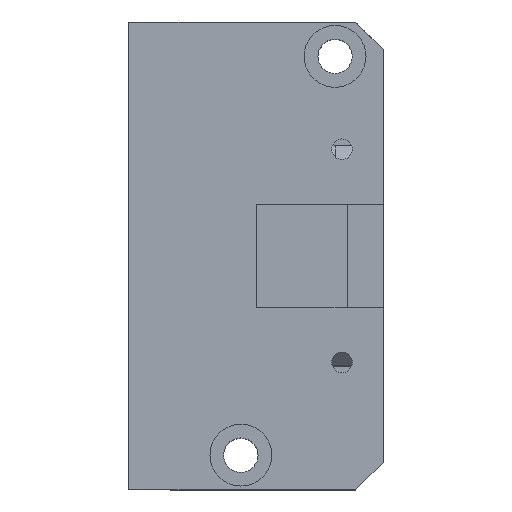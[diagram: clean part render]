
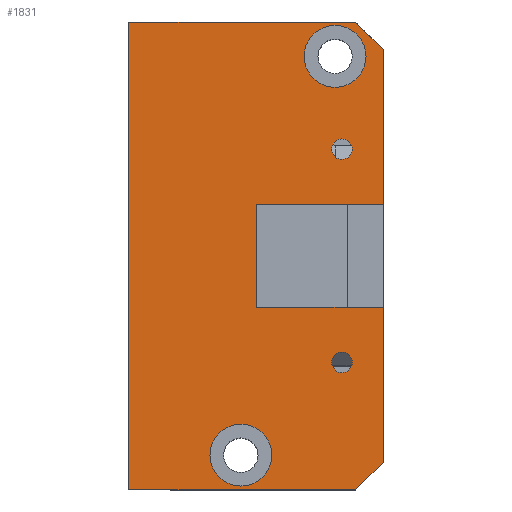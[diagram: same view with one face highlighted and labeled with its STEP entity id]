
A CAD part, top view. The second image highlights one B-rep face of the part: STEP entity #1831.
In plain terms, the highlighted planar face has unit normal (0, 0, 1).
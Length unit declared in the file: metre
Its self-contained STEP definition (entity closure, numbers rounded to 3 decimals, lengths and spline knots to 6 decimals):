
#59=LINE('',#2630,#275);
#67=LINE('',#2646,#283);
#82=LINE('',#2681,#298);
#104=LINE('',#2738,#320);
#116=LINE('',#2778,#332);
#117=LINE('',#2779,#333);
#118=LINE('',#2780,#334);
#119=LINE('',#2781,#335);
#120=LINE('',#2783,#336);
#121=LINE('',#2785,#337);
#275=VECTOR('',#2118,1.);
#283=VECTOR('',#2126,1.);
#298=VECTOR('',#2149,1.);
#320=VECTOR('',#2187,1.);
#332=VECTOR('',#2215,1.);
#333=VECTOR('',#2216,1.);
#334=VECTOR('',#2217,1.);
#335=VECTOR('',#2218,1.);
#336=VECTOR('',#2219,1.);
#337=VECTOR('',#2220,1.);
#472=PLANE('',#1956);
#658=ORIENTED_EDGE('',*,*,#1155,.F.);
#659=ORIENTED_EDGE('',*,*,#1156,.F.);
#660=ORIENTED_EDGE('',*,*,#1157,.F.);
#661=ORIENTED_EDGE('',*,*,#1158,.F.);
#662=ORIENTED_EDGE('',*,*,#1090,.T.);
#663=ORIENTED_EDGE('',*,*,#1159,.T.);
#664=ORIENTED_EDGE('',*,*,#1142,.T.);
#665=ORIENTED_EDGE('',*,*,#1160,.T.);
#666=ORIENTED_EDGE('',*,*,#1115,.T.);
#667=ORIENTED_EDGE('',*,*,#1161,.T.);
#668=ORIENTED_EDGE('',*,*,#1098,.T.);
#669=ORIENTED_EDGE('',*,*,#1162,.T.);
#670=ORIENTED_EDGE('',*,*,#1163,.T.);
#671=ORIENTED_EDGE('',*,*,#1164,.F.);
#1090=EDGE_CURVE('',#1347,#1346,#59,.T.);
#1098=EDGE_CURVE('',#1355,#1354,#67,.T.);
#1115=EDGE_CURVE('',#1371,#1370,#82,.T.);
#1142=EDGE_CURVE('',#1391,#1390,#104,.T.);
#1155=EDGE_CURVE('',#1400,#1400,#1502,.T.);
#1156=EDGE_CURVE('',#1401,#1401,#1503,.T.);
#1157=EDGE_CURVE('',#1402,#1402,#1504,.T.);
#1158=EDGE_CURVE('',#1403,#1403,#1505,.T.);
#1159=EDGE_CURVE('',#1346,#1391,#116,.F.);
#1160=EDGE_CURVE('',#1390,#1371,#117,.T.);
#1161=EDGE_CURVE('',#1370,#1355,#118,.F.);
#1162=EDGE_CURVE('',#1354,#1404,#119,.T.);
#1163=EDGE_CURVE('',#1404,#1405,#120,.T.);
#1164=EDGE_CURVE('',#1347,#1405,#121,.T.);
#1346=VERTEX_POINT('',#2629);
#1347=VERTEX_POINT('',#2631);
#1354=VERTEX_POINT('',#2645);
#1355=VERTEX_POINT('',#2647);
#1370=VERTEX_POINT('',#2680);
#1371=VERTEX_POINT('',#2682);
#1390=VERTEX_POINT('',#2737);
#1391=VERTEX_POINT('',#2739);
#1400=VERTEX_POINT('',#2771);
#1401=VERTEX_POINT('',#2773);
#1402=VERTEX_POINT('',#2775);
#1403=VERTEX_POINT('',#2777);
#1404=VERTEX_POINT('',#2782);
#1405=VERTEX_POINT('',#2784);
#1502=CIRCLE('',#1957,0.0015);
#1503=CIRCLE('',#1958,0.0015);
#1504=CIRCLE('',#1959,0.0045);
#1505=CIRCLE('',#1960,0.0045);
#1548=EDGE_LOOP('',(#658));
#1549=EDGE_LOOP('',(#659));
#1550=EDGE_LOOP('',(#660));
#1551=EDGE_LOOP('',(#661));
#1552=EDGE_LOOP('',(#662,#663,#664,#665,#666,#667,#668,#669,#670,#671));
#1687=FACE_BOUND('',#1548,.T.);
#1688=FACE_BOUND('',#1549,.T.);
#1689=FACE_BOUND('',#1550,.T.);
#1690=FACE_BOUND('',#1551,.T.);
#1691=FACE_BOUND('',#1552,.T.);
#1831=ADVANCED_FACE('',(#1687,#1688,#1689,#1690,#1691),#472,.T.);
#1956=AXIS2_PLACEMENT_3D('',#2769,#2205,#2206);
#1957=AXIS2_PLACEMENT_3D('',#2770,#2207,#2208);
#1958=AXIS2_PLACEMENT_3D('',#2772,#2209,#2210);
#1959=AXIS2_PLACEMENT_3D('',#2774,#2211,#2212);
#1960=AXIS2_PLACEMENT_3D('',#2776,#2213,#2214);
#2118=DIRECTION('',(0.,1.,0.));
#2126=DIRECTION('',(0.,1.,0.));
#2149=DIRECTION('',(1.,0.,0.));
#2187=DIRECTION('',(-1.,0.,0.));
#2205=DIRECTION('',(0.,0.,1.));
#2206=DIRECTION('',(1.,0.,0.));
#2207=DIRECTION('',(0.,0.,1.));
#2208=DIRECTION('',(0.,-1.,0.));
#2209=DIRECTION('',(0.,0.,1.));
#2210=DIRECTION('',(0.,-1.,0.));
#2211=DIRECTION('',(0.,0.,1.));
#2212=DIRECTION('',(0.,-1.,0.));
#2213=DIRECTION('',(0.,0.,1.));
#2214=DIRECTION('',(0.,-1.,0.));
#2215=DIRECTION('',(0.707,-0.707,0.));
#2216=DIRECTION('',(0.,-1.,0.));
#2217=DIRECTION('',(-0.707,-0.707,0.));
#2218=DIRECTION('',(-1.,0.,0.));
#2219=DIRECTION('',(0.,1.,0.));
#2220=DIRECTION('',(-1.,0.,0.));
#2629=CARTESIAN_POINT('',(0.0217,0.032,0.05));
#2630=CARTESIAN_POINT('',(0.0217,0.002,0.05));
#2631=CARTESIAN_POINT('',(0.0217,0.0095,0.05));
#2645=CARTESIAN_POINT('',(0.0217,-0.0055,0.05));
#2646=CARTESIAN_POINT('',(0.0217,0.002,0.05));
#2647=CARTESIAN_POINT('',(0.0217,-0.028,0.05));
#2680=CARTESIAN_POINT('',(0.0177,-0.032,0.05));
#2681=CARTESIAN_POINT('',(0.0032,-0.032,0.05));
#2682=CARTESIAN_POINT('',(-0.0153,-0.032,0.05));
#2737=CARTESIAN_POINT('',(-0.0153,0.036,0.05));
#2738=CARTESIAN_POINT('',(0.0032,0.036,0.05));
#2739=CARTESIAN_POINT('',(0.0177,0.036,0.05));
#2769=CARTESIAN_POINT('',(0.0032,0.002,0.05));
#2770=CARTESIAN_POINT('',(0.0157,-0.0135,0.05));
#2771=CARTESIAN_POINT('',(0.0157,-0.015,0.05));
#2772=CARTESIAN_POINT('',(0.0157,0.0175,0.05));
#2773=CARTESIAN_POINT('',(0.0157,0.016,0.05));
#2774=CARTESIAN_POINT('',(0.0147,0.031,0.05));
#2775=CARTESIAN_POINT('',(0.0147,0.0265,0.05));
#2776=CARTESIAN_POINT('',(0.001,-0.027,0.05));
#2777=CARTESIAN_POINT('',(0.001,-0.0315,0.05));
#2778=CARTESIAN_POINT('',(0.02745,0.02625,0.05));
#2779=CARTESIAN_POINT('',(-0.0153,0.002,0.05));
#2780=CARTESIAN_POINT('',(0.02745,-0.02225,0.05));
#2781=CARTESIAN_POINT('',(0.0032,-0.0055,0.05));
#2782=CARTESIAN_POINT('',(0.0033,-0.0055,0.05));
#2783=CARTESIAN_POINT('',(0.0033,0.002,0.05));
#2784=CARTESIAN_POINT('',(0.0033,0.0095,0.05));
#2785=CARTESIAN_POINT('',(0.0032,0.0095,0.05));
